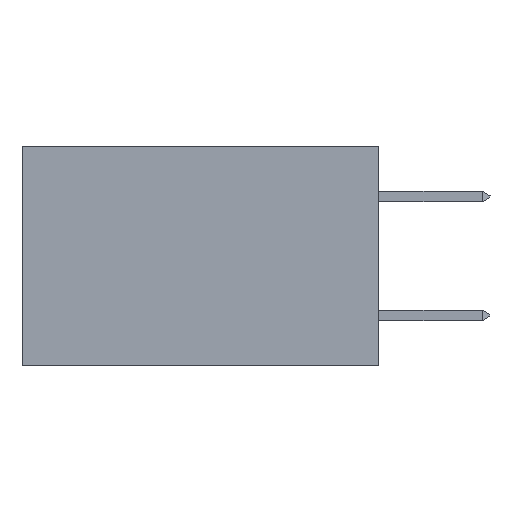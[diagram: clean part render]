
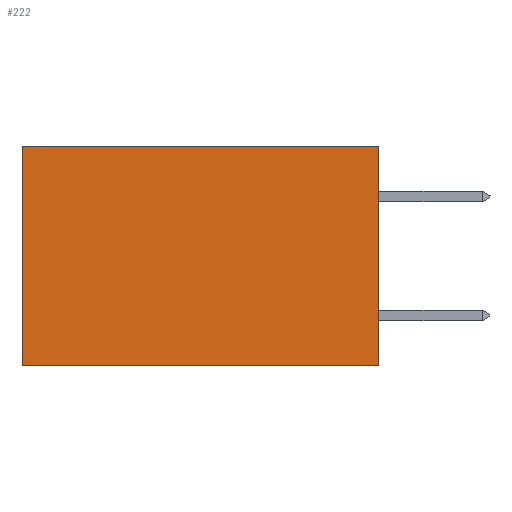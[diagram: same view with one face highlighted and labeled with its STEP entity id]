
A CAD part, left-side view. The second image highlights one B-rep face of the part: STEP entity #222.
In plain terms, the highlighted planar face has unit normal (-1, 0, 0).
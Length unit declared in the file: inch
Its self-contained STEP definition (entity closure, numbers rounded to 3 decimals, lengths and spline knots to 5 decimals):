
#138 = VERTEX_POINT ( 'NONE', #4352 ) ;
#222 = ADVANCED_FACE ( 'NONE', ( #4553 ), #7692, .F. ) ;
#354 = LINE ( 'NONE', #3487, #8210 ) ;
#708 = ORIENTED_EDGE ( 'NONE', *, *, #7453, .T. ) ;
#1021 = VERTEX_POINT ( 'NONE', #5735 ) ;
#1299 = CARTESIAN_POINT ( 'NONE',  ( 0.2615, 0., -0.37 ) ) ;
#1656 = DIRECTION ( 'NONE',  ( 0., 0., -1. ) ) ;
#2402 = DIRECTION ( 'NONE',  ( 0., 1., 0. ) ) ;
#2743 = DIRECTION ( 'NONE',  ( 0., 0., -1. ) ) ;
#3122 = EDGE_LOOP ( 'NONE', ( #4906, #8206, #8742, #708 ) ) ;
#3332 = CARTESIAN_POINT ( 'NONE',  ( 0.2615, 0., -0.37 ) ) ;
#3487 = CARTESIAN_POINT ( 'NONE',  ( 0.2615, 0., 0. ) ) ;
#3787 = VECTOR ( 'NONE', #1656, 39.37008 ) ;
#4281 = VECTOR ( 'NONE', #2402, 39.37008 ) ;
#4352 = CARTESIAN_POINT ( 'NONE',  ( 0.2615, 0.6, -0.37 ) ) ;
#4553 = FACE_OUTER_BOUND ( 'NONE', #3122, .T. ) ;
#4906 = ORIENTED_EDGE ( 'NONE', *, *, #7072, .T. ) ;
#5146 = AXIS2_PLACEMENT_3D ( 'NONE', #6877, #7585, #8527 ) ;
#5735 = CARTESIAN_POINT ( 'NONE',  ( 0.2615, 0., 0. ) ) ;
#5743 = VERTEX_POINT ( 'NONE', #8576 ) ;
#6693 = DIRECTION ( 'NONE',  ( 0., 1., 0. ) ) ;
#6877 = CARTESIAN_POINT ( 'NONE',  ( 0.2615, 0., -0.37 ) ) ;
#7023 = LINE ( 'NONE', #8572, #3787 ) ;
#7072 = EDGE_CURVE ( 'NONE', #5743, #138, #8112, .T. ) ;
#7453 = EDGE_CURVE ( 'NONE', #1021, #5743, #354, .T. ) ;
#7585 = DIRECTION ( 'NONE',  ( 1., 0., 0. ) ) ;
#7692 = PLANE ( 'NONE',  #5146 ) ;
#7708 = EDGE_CURVE ( 'NONE', #1021, #7862, #7023, .T. ) ;
#7722 = EDGE_CURVE ( 'NONE', #7862, #138, #7790, .T. ) ;
#7790 = LINE ( 'NONE', #3332, #4281 ) ;
#7862 = VERTEX_POINT ( 'NONE', #1299 ) ;
#8112 = LINE ( 'NONE', #9608, #8560 ) ;
#8206 = ORIENTED_EDGE ( 'NONE', *, *, #7722, .F. ) ;
#8210 = VECTOR ( 'NONE', #6693, 39.37008 ) ;
#8527 = DIRECTION ( 'NONE',  ( 0., 0., -1. ) ) ;
#8560 = VECTOR ( 'NONE', #2743, 39.37008 ) ;
#8572 = CARTESIAN_POINT ( 'NONE',  ( 0.2615, 0., -0.37 ) ) ;
#8576 = CARTESIAN_POINT ( 'NONE',  ( 0.2615, 0.6, 0. ) ) ;
#8742 = ORIENTED_EDGE ( 'NONE', *, *, #7708, .F. ) ;
#9608 = CARTESIAN_POINT ( 'NONE',  ( 0.2615, 0.6, -0.37 ) ) ;
